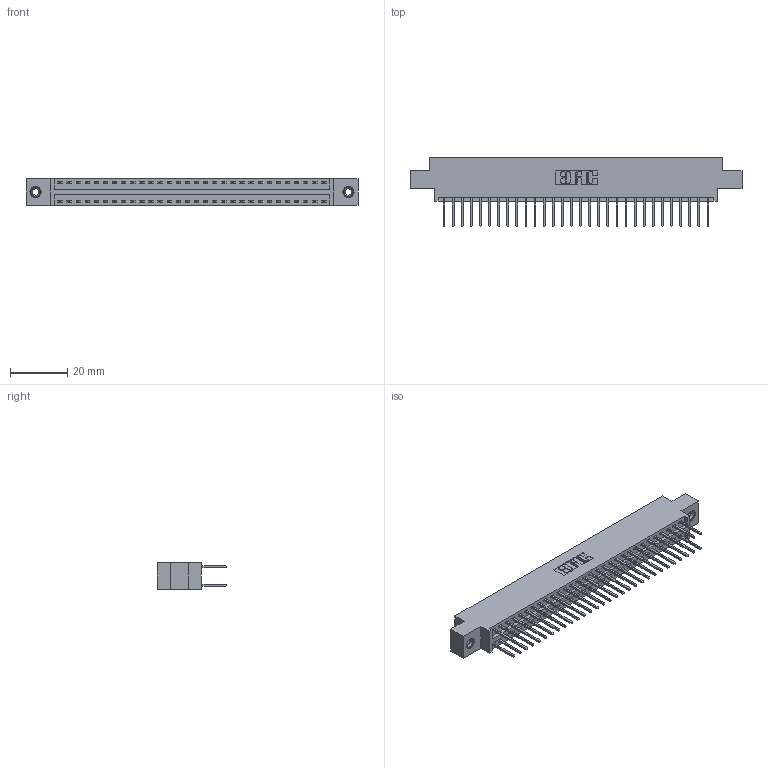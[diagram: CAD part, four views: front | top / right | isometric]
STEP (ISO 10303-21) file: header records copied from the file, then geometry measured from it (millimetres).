
FILE_DESCRIPTION (( 'STEP AP203' ), '1' );
FILE_NAME ('346-060-526-808.STEP', '2018-08-28T05:41:30', ( '' ), ( '' ), 'SwSTEP 2.0', 'SolidWorks 2016', '' );
FILE_SCHEMA (( 'CONFIG_CONTROL_DESIGN' ));
Length unit declared in the file: inch
Products named in the file (4): 346 Part_0.170 Offset - 0.156 Dia-TI; 345-292-001_345-293-126; 345-250-001_345-250-003-102; 346-060-526-808
Assembly tree (63 placements, depth 2):
  346-060-526-808
    346 Part_0.170 Offset - 0.156 Dia-TI
    345-292-001_345-293-126  x60
    345-250-001_345-250-003-102  x2
Bounding box: 115.82 x 24.13 x 9.4 mm (x, y, z)
Volume: 11138.4 mm3; surface area: 15761.8 mm2
Topology: 63 solids, 63 shells, 3306 faces, 9777 edges, 6430 vertices
Faces by surface type: plane 2212, cylinder 1078, cone 12, torus 4
Entity records: 22530 total; most frequent: CARTESIAN_POINT 3715, ORIENTED_EDGE 3642, DIRECTION 3351, EDGE_CURVE 1821, VECTOR 1549, LINE 1549, VERTEX_POINT 1208, AXIS2_PLACEMENT_3D 901
